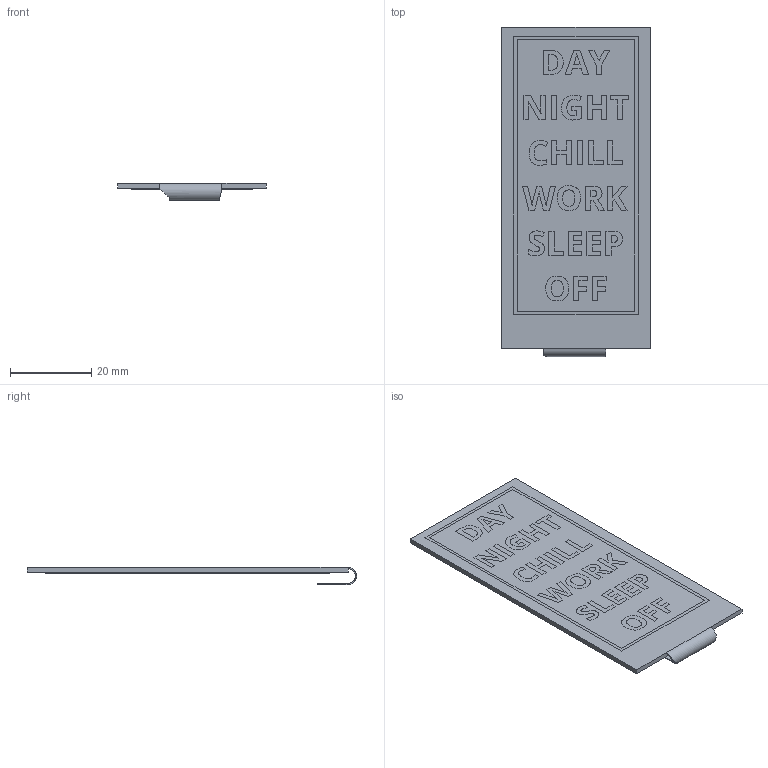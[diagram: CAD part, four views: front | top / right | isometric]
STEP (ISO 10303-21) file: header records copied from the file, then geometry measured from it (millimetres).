
FILE_DESCRIPTION(/* description */ ('STEP AP242','CAx-IF Rec.Pracs.---Representation and Presentation of Product Manufacturing Information (PMI)---4.0---2014-10-13','CAx-IF Rec.Pracs.---3D Tessellated Geometry---0.4---2014-09-14','2;1'),/* implementation_level */ '2;1');
FILE_NAME(/* name */ '62c2e2dd140e564472a4b79f',/* time_stamp */ '2022-07-04T12:53:50+00:00',/* author */ (''),/* organization */ (''),/* preprocessor_version */ 'ST-DEVELOPER v18.102',/* originating_system */ ' ',/* authorisation */ ' ');
FILE_SCHEMA (('AP242_MANAGED_MODEL_BASED_3D_ENGINEERING_MIM_LF { 1 0 10303 442 1 1 4 }'));
Length unit declared in the file: metre
Products named in the file (1): e-ink GDEY029T94
Bounding box: 36.7 x 81.09 x 4.2 mm (x, y, z)
Volume: 3953.6 mm3; surface area: 6487.2 mm2
Topology: 1 solids, 1 shells, 56 faces, 377 edges, 357 vertices
Faces by surface type: plane 52, bspline 2, cylinder 2
Entity records: 4215 total; most frequent: CARTESIAN_POINT 1091, ORIENTED_EDGE 754, EDGE_CURVE 377, DIRECTION 368, VERTEX_POINT 357, LINE 242, VECTOR 242, B_SPLINE_CURVE_WITH_KNOTS 127
